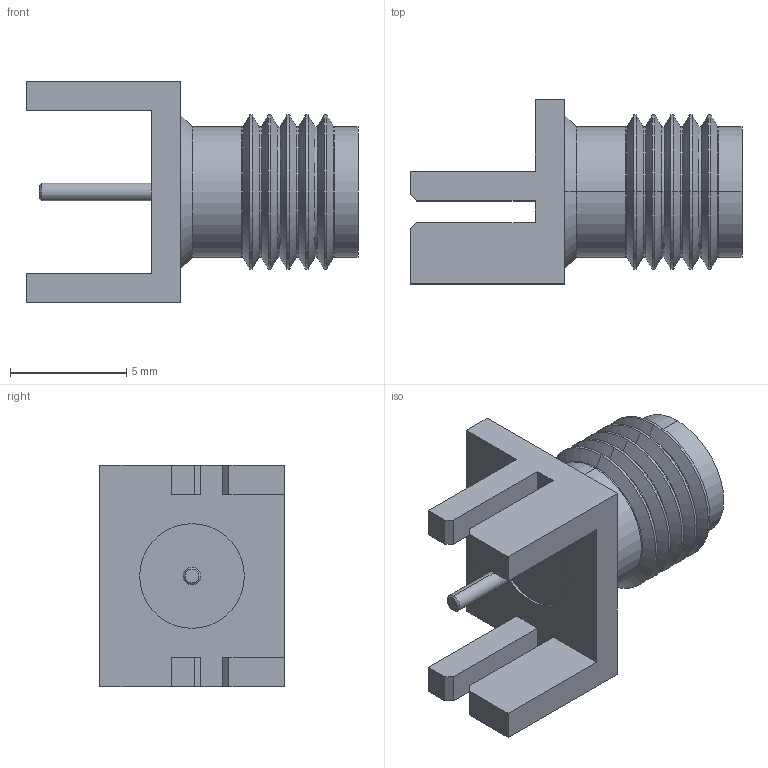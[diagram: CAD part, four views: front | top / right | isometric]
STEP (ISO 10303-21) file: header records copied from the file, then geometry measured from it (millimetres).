
FILE_DESCRIPTION (( 'STEP AP214' ), '1' );
FILE_NAME ('User Library-142-0701-881.STEP', '2021-06-01T10:20:21', ( '' ), ( '' ), 'SwSTEP 2.0', 'SolidWorks 2021', '' );
FILE_SCHEMA (( 'AUTOMOTIVE_DESIGN' ));
Length unit declared in the file: millimetre
Products named in the file (1): User Library-142-0701-881
Bounding box: 14.27 x 7.92 x 9.52 mm (x, y, z)
Volume: 252 mm3; surface area: 637.5 mm2
Topology: 2 solids, 2 shells, 88 faces, 192 edges, 112 vertices
Faces by surface type: cylinder 30, plane 30, cone 28
Entity records: 2403 total; most frequent: DIRECTION 438, CARTESIAN_POINT 393, ORIENTED_EDGE 384, EDGE_CURVE 192, AXIS2_PLACEMENT_3D 157, LINE 124, VECTOR 124, VERTEX_POINT 112
